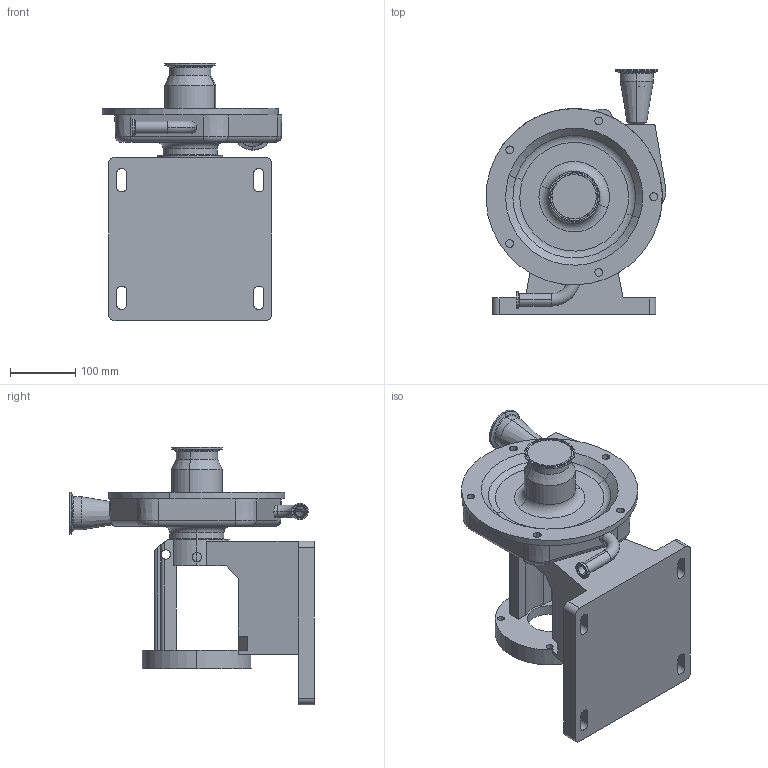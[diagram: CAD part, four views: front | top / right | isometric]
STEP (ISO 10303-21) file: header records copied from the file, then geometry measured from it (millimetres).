
FILE_DESCRIPTION (( 'STEP AP214' ), '1' );
FILE_NAME ('FP 740 140TC VERTICAL 3-4 In ELBOW LEFT.STEP', '2010-02-24T22:01:35', ( ' ' ), ( '' ), 'SwSTEP 2.0', 'SolidWorks 2010', '' );
FILE_SCHEMA (( 'AUTOMOTIVE_DESIGN' ));
Length unit declared in the file: millimetre
Products named in the file (2): FP 740 140TC VERTICAL 3-4 In ELBOW LEFT^1275000108; FP 740 140TC VERTICAL 3-4 In ELBOW LEFT
Assembly tree (1 placements, depth 2):
  FP 740 140TC VERTICAL 3-4 In ELBOW LEFT
    FP 740 140TC VERTICAL 3-4 In ELBOW LEFT^1275000108
Bounding box: 275.45 x 375 x 394 mm (x, y, z)
Volume: 7281100.8 mm3; surface area: 634475.4 mm2
Topology: 1 solids, 2 shells, 299 faces, 777 edges, 488 vertices
Faces by surface type: cylinder 121, plane 89, torus 44, cone 43, sphere 1, bspline 1
Entity records: 10034 total; most frequent: CARTESIAN_POINT 2372, DIRECTION 1708, ORIENTED_EDGE 1554, EDGE_CURVE 777, AXIS2_PLACEMENT_3D 674, VERTEX_POINT 488, CIRCLE 372, VECTOR 360
